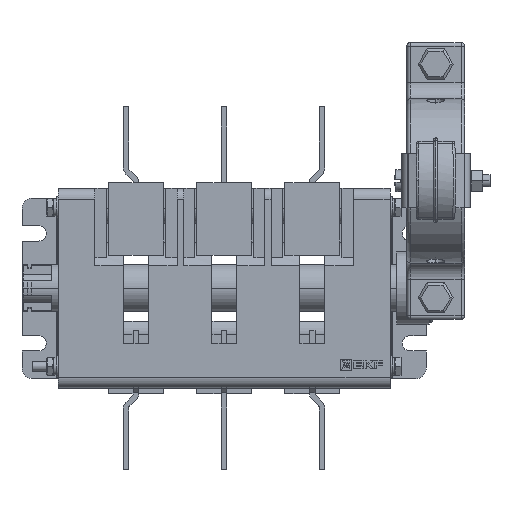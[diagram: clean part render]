
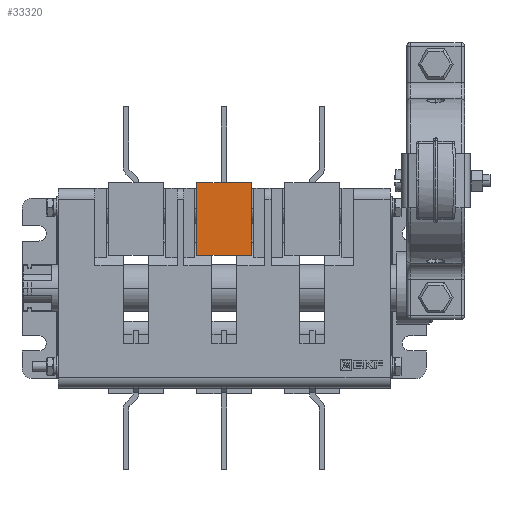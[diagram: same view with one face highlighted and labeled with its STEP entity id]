
A CAD part, top view. The second image highlights one B-rep face of the part: STEP entity #33320.
In plain terms, the highlighted planar face has unit normal (0, 0, 1).
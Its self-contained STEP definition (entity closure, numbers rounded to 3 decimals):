
#2017 = VERTEX_POINT ( 'NONE', #18586 ) ;
#2345 = VERTEX_POINT ( 'NONE', #25048 ) ;
#2519 = DIRECTION ( 'NONE',  ( 0., -1., 0. ) ) ;
#2595 = FACE_OUTER_BOUND ( 'NONE', #29206, .T. ) ;
#4136 = DIRECTION ( 'NONE',  ( -1., 0., 0. ) ) ;
#4575 = LINE ( 'NONE', #31567, #37979 ) ;
#4688 = VECTOR ( 'NONE', #30196, 1000. ) ;
#6823 = CARTESIAN_POINT ( 'NONE',  ( -12.5, 14.95, 100.3 ) ) ;
#8815 = DIRECTION ( 'NONE',  ( -1., 0., 0. ) ) ;
#14262 = EDGE_CURVE ( 'NONE', #17369, #2345, #4575, .T. ) ;
#15631 = CARTESIAN_POINT ( 'NONE',  ( 12.5, 47.95, 100.3 ) ) ;
#16725 = LINE ( 'NONE', #23543, #4688 ) ;
#17369 = VERTEX_POINT ( 'NONE', #15631 ) ;
#17906 = VERTEX_POINT ( 'NONE', #6823 ) ;
#18094 = DIRECTION ( 'NONE',  ( -1., 0., 0. ) ) ;
#18586 = CARTESIAN_POINT ( 'NONE',  ( 12.5, 14.95, 100.3 ) ) ;
#19323 = AXIS2_PLACEMENT_3D ( 'NONE', #39548, #39100, #8815 ) ;
#22323 = EDGE_CURVE ( 'NONE', #2017, #17906, #40875, .T. ) ;
#23543 = CARTESIAN_POINT ( 'NONE',  ( -12.5, 14.95, 100.3 ) ) ;
#25048 = CARTESIAN_POINT ( 'NONE',  ( -12.5, 47.95, 100.3 ) ) ;
#27380 = CARTESIAN_POINT ( 'NONE',  ( 12.5, 14.95, 100.3 ) ) ;
#27980 = ORIENTED_EDGE ( 'NONE', *, *, #31460, .T. ) ;
#29206 = EDGE_LOOP ( 'NONE', ( #27980, #36249, #32449, #38137 ) ) ;
#30196 = DIRECTION ( 'NONE',  ( 0., -1., 0. ) ) ;
#31460 = EDGE_CURVE ( 'NONE', #2345, #17906, #16725, .T. ) ;
#31567 = CARTESIAN_POINT ( 'NONE',  ( 12.5, 47.95, 100.3 ) ) ;
#32011 = PLANE ( 'NONE',  #19323 ) ;
#32449 = ORIENTED_EDGE ( 'NONE', *, *, #37518, .F. ) ;
#32817 = LINE ( 'NONE', #36599, #41499 ) ;
#33320 = ADVANCED_FACE ( 'NONE', ( #2595 ), #32011, .F. ) ;
#36249 = ORIENTED_EDGE ( 'NONE', *, *, #22323, .F. ) ;
#36599 = CARTESIAN_POINT ( 'NONE',  ( 12.5, 14.95, 100.3 ) ) ;
#37518 = EDGE_CURVE ( 'NONE', #17369, #2017, #32817, .T. ) ;
#37720 = VECTOR ( 'NONE', #4136, 1000. ) ;
#37979 = VECTOR ( 'NONE', #18094, 1000. ) ;
#38137 = ORIENTED_EDGE ( 'NONE', *, *, #14262, .T. ) ;
#39100 = DIRECTION ( 'NONE',  ( 0., 0., -1. ) ) ;
#39548 = CARTESIAN_POINT ( 'NONE',  ( 12.5, 14.95, 100.3 ) ) ;
#40875 = LINE ( 'NONE', #27380, #37720 ) ;
#41499 = VECTOR ( 'NONE', #2519, 1000. ) ;
